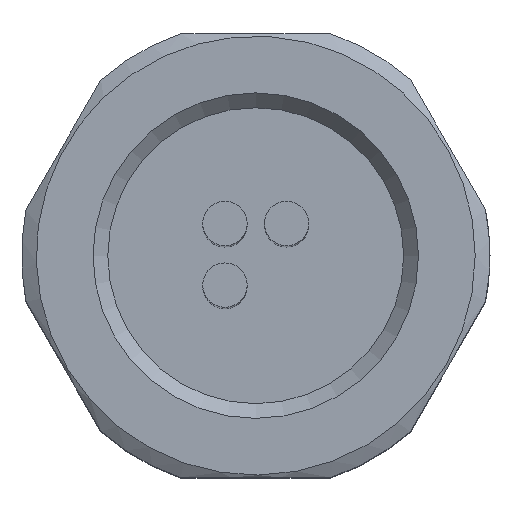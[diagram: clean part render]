
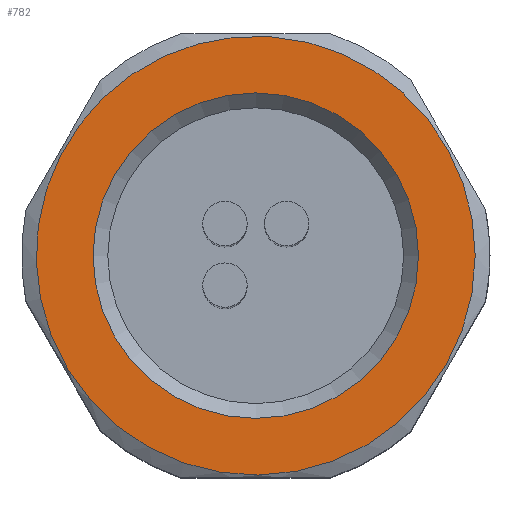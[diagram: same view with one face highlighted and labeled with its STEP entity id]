
A CAD part, top view. The second image highlights one B-rep face of the part: STEP entity #782.
In plain terms, the highlighted planar face has unit normal (0, 0, 1).
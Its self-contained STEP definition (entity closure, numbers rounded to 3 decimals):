
#523=PLANE('',#2806);
#658=FACE_BOUND('',#1136,.T.);
#659=FACE_BOUND('',#1137,.T.);
#782=ADVANCED_FACE('',(#658,#659),#523,.T.);
#1136=EDGE_LOOP('',(#1714));
#1137=EDGE_LOOP('',(#1715));
#1291=CIRCLE('',#2803,3.3);
#1292=CIRCLE('',#2805,4.45);
#1714=ORIENTED_EDGE('',*,*,#2414,.T.);
#1715=ORIENTED_EDGE('',*,*,#2415,.T.);
#2130=VERTEX_POINT('',#8892);
#2131=VERTEX_POINT('',#8895);
#2414=EDGE_CURVE('',#2130,#2130,#1291,.T.);
#2415=EDGE_CURVE('',#2131,#2131,#1292,.T.);
#2803=AXIS2_PLACEMENT_3D('',#8891,#3325,#3326);
#2805=AXIS2_PLACEMENT_3D('',#8894,#3329,#3330);
#2806=AXIS2_PLACEMENT_3D('',#8896,#3331,#3332);
#3325=DIRECTION('',(0.,0.,-1.));
#3326=DIRECTION('',(1.,0.,0.));
#3329=DIRECTION('',(0.,0.,1.));
#3330=DIRECTION('',(1.,0.,0.));
#3331=DIRECTION('',(0.,0.,1.));
#3332=DIRECTION('',(1.,0.,0.));
#8891=CARTESIAN_POINT('',(0.,0.,12.));
#8892=CARTESIAN_POINT('',(3.3,0.,12.));
#8894=CARTESIAN_POINT('',(0.,0.,12.));
#8895=CARTESIAN_POINT('',(4.45,0.,12.));
#8896=CARTESIAN_POINT('',(0.,0.,12.));
